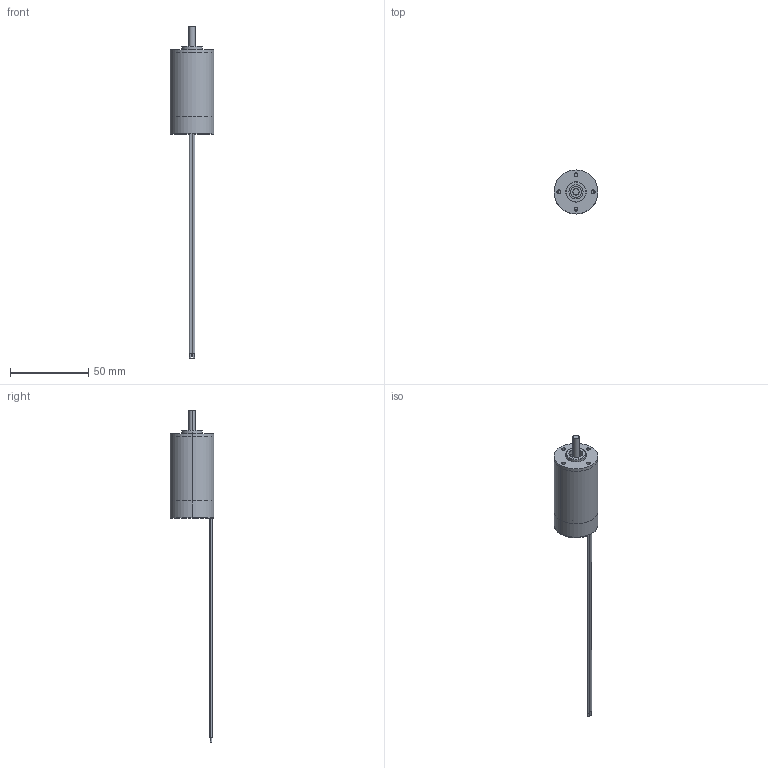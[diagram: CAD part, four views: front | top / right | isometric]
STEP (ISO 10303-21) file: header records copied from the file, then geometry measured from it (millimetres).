
FILE_DESCRIPTION (( 'STEP AP203' ), '1' );
FILE_NAME ('ECD2854S.STEP', '2016-12-27T02:39:47', ( 'Sky123.Org' ), ( 'Sky123.Org' ), 'SwSTEP 2.0', 'SolidWorks 2013', '' );
FILE_SCHEMA (( 'CONFIG_CONTROL_DESIGN' ));
Length unit declared in the file: millimetre
Products named in the file (7): 01.10.0296 粣; 01.14.0015 傷赽盄; ECD2854S; 01.02.0122 綴傷裔; 01.02.0123 綴傷裔; 01.01.0108 ヶ傷裔; 01.07.0078 儂褲
Assembly tree (6 placements, depth 2):
  ECD2854S
    01.07.0078 儂褲
    01.02.0122 綴傷裔
    01.10.0296 粣
    01.01.0108 ヶ傷裔
    01.02.0123 綴傷裔
    01.14.0015 傷赽盄
Bounding box: 28 x 28 x 211.8 mm (x, y, z)
Volume: 11056.6 mm3; surface area: 17229.9 mm2
Topology: 7 solids, 7 shells, 161 faces, 384 edges, 248 vertices
Faces by surface type: cylinder 97, plane 42, cone 22
Entity records: 5539 total; most frequent: DIRECTION 936, CARTESIAN_POINT 832, ORIENTED_EDGE 768, AXIS2_PLACEMENT_3D 390, EDGE_CURVE 384, VERTEX_POINT 248, CIRCLE 220, EDGE_LOOP 192
